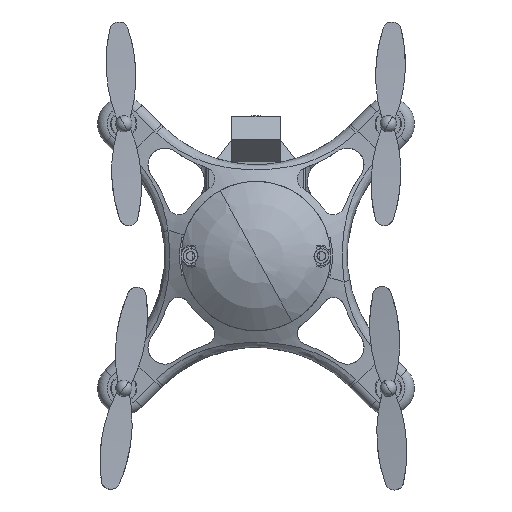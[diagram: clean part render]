
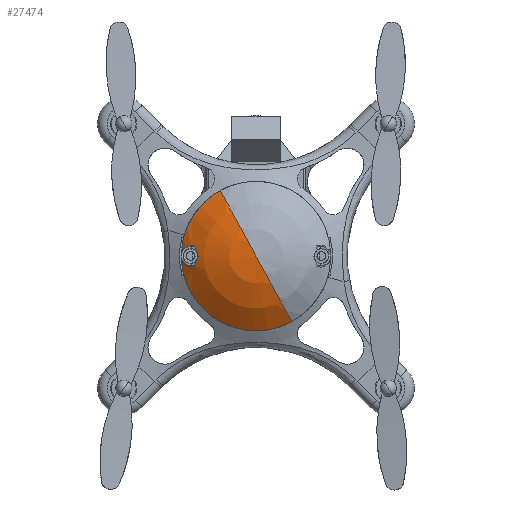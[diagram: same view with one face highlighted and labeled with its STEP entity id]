
A CAD part, top view. The second image highlights one B-rep face of the part: STEP entity #27474.
In plain terms, the highlighted spherical face has radius 30 mm.
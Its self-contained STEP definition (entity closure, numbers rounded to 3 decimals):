
#25716=CARTESIAN_POINT('Vertex',(-16.232,1.547,2.821)) ;
#25723=CARTESIAN_POINT('Vertex',(-15.745,0.959,3.158)) ;
#25727=CARTESIAN_POINT('Control Point',(-16.232,1.547,2.821)) ;
#25728=CARTESIAN_POINT('Control Point',(-16.023,1.376,2.966)) ;
#25729=CARTESIAN_POINT('Control Point',(-15.861,1.172,3.078)) ;
#25730=CARTESIAN_POINT('Control Point',(-15.745,0.959,3.158)) ;
#25741=CARTESIAN_POINT('Control Point',(-16.232,-1.547,2.821)) ;
#25742=CARTESIAN_POINT('Control Point',(-15.747,-1.149,3.159)) ;
#25743=CARTESIAN_POINT('Control Point',(-15.473,-0.596,3.343)) ;
#25744=CARTESIAN_POINT('Control Point',(-15.41,-0.084,3.386)) ;
#25745=CARTESIAN_POINT('Control Point',(-15.474,0.463,3.343)) ;
#25746=CARTESIAN_POINT('Control Point',(-15.745,0.959,3.158)) ;
#25747=CARTESIAN_POINT('Vertex',(-16.232,-1.547,2.821)) ;
#25874=CARTESIAN_POINT('Vertex',(-19.803,-1.415,0.13)) ;
#25878=CARTESIAN_POINT('Control Point',(-19.803,-1.415,0.13)) ;
#25879=CARTESIAN_POINT('Control Point',(-19.691,-1.62,0.216)) ;
#25880=CARTESIAN_POINT('Control Point',(-19.559,-1.813,0.317)) ;
#25881=CARTESIAN_POINT('Control Point',(-19.409,-1.991,0.43)) ;
#25882=CARTESIAN_POINT('Control Point',(-19.009,-2.383,0.731)) ;
#25883=CARTESIAN_POINT('Control Point',(-18.527,-2.673,1.088)) ;
#25884=CARTESIAN_POINT('Control Point',(-18.22,-2.804,1.313)) ;
#25885=CARTESIAN_POINT('Control Point',(-17.7,-2.944,1.688)) ;
#25886=CARTESIAN_POINT('Control Point',(-17.148,-2.961,2.078)) ;
#25887=CARTESIAN_POINT('Control Point',(-16.941,-2.949,2.224)) ;
#25888=CARTESIAN_POINT('Control Point',(-16.639,-2.905,2.434)) ;
#25889=CARTESIAN_POINT('Control Point',(-16.344,-2.822,2.638)) ;
#25890=CARTESIAN_POINT('Control Point',(-16.254,-2.793,2.7)) ;
#25891=CARTESIAN_POINT('Control Point',(-16.164,-2.76,2.761)) ;
#25892=CARTESIAN_POINT('Control Point',(-16.077,-2.723,2.821)) ;
#25893=CARTESIAN_POINT('Vertex',(-16.077,-2.723,2.821)) ;
#25916=CARTESIAN_POINT('Axis2P3D Location',(0.,0.,2.821)) ;
#25933=CARTESIAN_POINT('Axis2P3D Location',(0.,0.,2.821)) ;
#25937=CARTESIAN_POINT('Vertex',(-16.077,2.723,2.821)) ;
#26046=CARTESIAN_POINT('Control Point',(-16.077,2.723,2.821)) ;
#26047=CARTESIAN_POINT('Control Point',(-16.109,2.737,2.799)) ;
#26048=CARTESIAN_POINT('Control Point',(-16.143,2.75,2.776)) ;
#26049=CARTESIAN_POINT('Control Point',(-16.176,2.763,2.753)) ;
#26050=CARTESIAN_POINT('Control Point',(-16.473,2.872,2.549)) ;
#26051=CARTESIAN_POINT('Control Point',(-16.786,2.94,2.333)) ;
#26052=CARTESIAN_POINT('Control Point',(-17.065,2.966,2.137)) ;
#26053=CARTESIAN_POINT('Control Point',(-17.647,2.954,1.726)) ;
#26054=CARTESIAN_POINT('Control Point',(-18.192,2.807,1.333)) ;
#26055=CARTESIAN_POINT('Control Point',(-18.465,2.696,1.133)) ;
#26056=CARTESIAN_POINT('Control Point',(-18.904,2.451,0.809)) ;
#26057=CARTESIAN_POINT('Control Point',(-19.28,2.122,0.527)) ;
#26058=CARTESIAN_POINT('Control Point',(-19.426,1.969,0.418)) ;
#26059=CARTESIAN_POINT('Control Point',(-19.639,1.703,0.256)) ;
#26060=CARTESIAN_POINT('Control Point',(-19.812,1.406,0.123)) ;
#26061=CARTESIAN_POINT('Control Point',(-19.872,1.289,0.077)) ;
#26062=CARTESIAN_POINT('Control Point',(-19.926,1.169,0.036)) ;
#26063=CARTESIAN_POINT('Control Point',(-19.973,1.045,0.)) ;
#26064=CARTESIAN_POINT('Vertex',(-19.973,1.045,0.)) ;
#26080=CARTESIAN_POINT('Vertex',(-19.973,-1.045,0.)) ;
#26084=CARTESIAN_POINT('Control Point',(-19.973,-1.045,0.)) ;
#26085=CARTESIAN_POINT('Control Point',(-19.944,-1.122,0.022)) ;
#26086=CARTESIAN_POINT('Control Point',(-19.912,-1.197,0.047)) ;
#26087=CARTESIAN_POINT('Control Point',(-19.878,-1.271,0.073)) ;
#26088=CARTESIAN_POINT('Control Point',(-19.842,-1.344,0.101)) ;
#26089=CARTESIAN_POINT('Control Point',(-19.803,-1.415,0.13)) ;
#27406=CARTESIAN_POINT('Axis2P3D Location',(0.,0.,-22.361)) ;
#27415=CARTESIAN_POINT('Vertex',(-9.589,17.552,0.)) ;
#27418=CARTESIAN_POINT('Axis2P3D Location',(0.,0.,-22.361)) ;
#27422=CARTESIAN_POINT('Vertex',(0.,0.,7.639)) ;
#27425=CARTESIAN_POINT('Axis2P3D Location',(0.,0.,-22.361)) ;
#27429=CARTESIAN_POINT('Vertex',(9.589,-17.552,0.)) ;
#27451=CARTESIAN_POINT('Axis2P3D Location',(0.,0.,0.)) ;
#27456=CARTESIAN_POINT('Axis2P3D Location',(0.,0.,0.)) ;
#25917=DIRECTION('Axis2P3D Direction',(0.,0.,1.)) ;
#25934=DIRECTION('Axis2P3D Direction',(0.,0.,1.)) ;
#27407=DIRECTION('Axis2P3D Direction',(0.,0.,1.)) ;
#27408=DIRECTION('Axis2P3D XDirection',(-0.479,0.878,0.)) ;
#27419=DIRECTION('Axis2P3D Direction',(0.878,0.479,-0.)) ;
#27426=DIRECTION('Axis2P3D Direction',(-0.878,-0.479,0.)) ;
#27452=DIRECTION('Axis2P3D Direction',(0.,0.,1.)) ;
#27457=DIRECTION('Axis2P3D Direction',(0.,0.,1.)) ;
#25918=AXIS2_PLACEMENT_3D('Circle Axis2P3D',#25916,#25917,$) ;
#25935=AXIS2_PLACEMENT_3D('Circle Axis2P3D',#25933,#25934,$) ;
#27409=AXIS2_PLACEMENT_3D('Sphere Axis2P3D',#27406,#27407,#27408) ;
#27420=AXIS2_PLACEMENT_3D('Circle Axis2P3D',#27418,#27419,$) ;
#27427=AXIS2_PLACEMENT_3D('Circle Axis2P3D',#27425,#27426,$) ;
#27453=AXIS2_PLACEMENT_3D('Circle Axis2P3D',#27451,#27452,$) ;
#27458=AXIS2_PLACEMENT_3D('Circle Axis2P3D',#27456,#27457,$) ;
#27462=ORIENTED_EDGE('',*,*,#26066,.T.) ;
#27463=ORIENTED_EDGE('',*,*,#25939,.T.) ;
#27464=ORIENTED_EDGE('',*,*,#25731,.T.) ;
#27465=ORIENTED_EDGE('',*,*,#25749,.F.) ;
#27466=ORIENTED_EDGE('',*,*,#25920,.T.) ;
#27467=ORIENTED_EDGE('',*,*,#25895,.T.) ;
#27468=ORIENTED_EDGE('',*,*,#26090,.T.) ;
#27469=ORIENTED_EDGE('',*,*,#27455,.T.) ;
#27470=ORIENTED_EDGE('',*,*,#27431,.T.) ;
#27471=ORIENTED_EDGE('',*,*,#27424,.F.) ;
#27472=ORIENTED_EDGE('',*,*,#27460,.T.) ;
#27474=ADVANCED_FACE('PartBody',(#27473),#27410,.T.) ;
#25726=B_SPLINE_CURVE_WITH_KNOTS('',3,(#25727,#25728,#25729,#25730),.UNSPECIFIED.,.F.,.U.,(4,4),(7.093,8.567),.UNSPECIFIED.) ;
#25740=B_SPLINE_CURVE_WITH_KNOTS('',5,(#25741,#25742,#25743,#25744,#25745,#25746),.UNSPECIFIED.,.F.,.U.,(6,6),(6.306,12.026),.UNSPECIFIED.) ;
#25877=B_SPLINE_CURVE_WITH_KNOTS('',5,(#25878,#25879,#25880,#25881,#25882,#25883,#25884,#25885,#25886,#25887,#25888,#25889,#25890,#25891,#25892),.UNSPECIFIED.,.F.,.U.,(6,3,3,3,6),(0.,2.043,4.942,6.653,7.425),.UNSPECIFIED.) ;
#26045=B_SPLINE_CURVE_WITH_KNOTS('',5,(#26046,#26047,#26048,#26049,#26050,#26051,#26052,#26053,#26054,#26055,#26056,#26057,#26058,#26059,#26060,#26061,#26062,#26063),.UNSPECIFIED.,.F.,.U.,(6,3,3,3,3,6),(20.959,21.248,23.531,26.091,27.948,29.093),.UNSPECIFIED.) ;
#26083=B_SPLINE_CURVE_WITH_KNOTS('',5,(#26084,#26085,#26086,#26087,#26088,#26089),.UNSPECIFIED.,.F.,.U.,(6,6),(32.767,33.475),.UNSPECIFIED.) ;
#25919=CIRCLE('generated circle',#25918,16.306) ;
#25936=CIRCLE('generated circle',#25935,16.306) ;
#27421=CIRCLE('generated circle',#27420,30.) ;
#27428=CIRCLE('generated circle',#27427,30.) ;
#27454=CIRCLE('generated circle',#27453,20.) ;
#27459=CIRCLE('generated circle',#27458,20.) ;
#25731=EDGE_CURVE('',#25717,#25724,#25726,.T.) ;
#25749=EDGE_CURVE('',#25748,#25724,#25740,.T.) ;
#25895=EDGE_CURVE('',#25894,#25875,#25877,.F.) ;
#25920=EDGE_CURVE('',#25748,#25894,#25919,.T.) ;
#25939=EDGE_CURVE('',#25938,#25717,#25936,.T.) ;
#26066=EDGE_CURVE('',#26065,#25938,#26045,.F.) ;
#26090=EDGE_CURVE('',#25875,#26081,#26083,.F.) ;
#27424=EDGE_CURVE('',#27416,#27423,#27421,.T.) ;
#27431=EDGE_CURVE('',#27430,#27423,#27428,.T.) ;
#27455=EDGE_CURVE('',#26081,#27430,#27454,.T.) ;
#27460=EDGE_CURVE('',#27416,#26065,#27459,.T.) ;
#27461=EDGE_LOOP('',(#27462,#27463,#27464,#27465,#27466,#27467,#27468,#27469,#27470,#27471,#27472)) ;
#27473=FACE_OUTER_BOUND('',#27461,.T.) ;
#27410=SPHERICAL_SURFACE('',#27409,30.) ;
#25717=VERTEX_POINT('',#25716) ;
#25724=VERTEX_POINT('',#25723) ;
#25748=VERTEX_POINT('',#25747) ;
#25875=VERTEX_POINT('',#25874) ;
#25894=VERTEX_POINT('',#25893) ;
#25938=VERTEX_POINT('',#25937) ;
#26065=VERTEX_POINT('',#26064) ;
#26081=VERTEX_POINT('',#26080) ;
#27416=VERTEX_POINT('',#27415) ;
#27423=VERTEX_POINT('',#27422) ;
#27430=VERTEX_POINT('',#27429) ;
